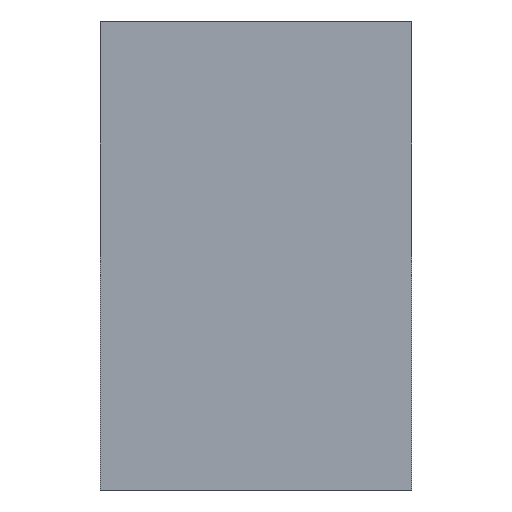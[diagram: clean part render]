
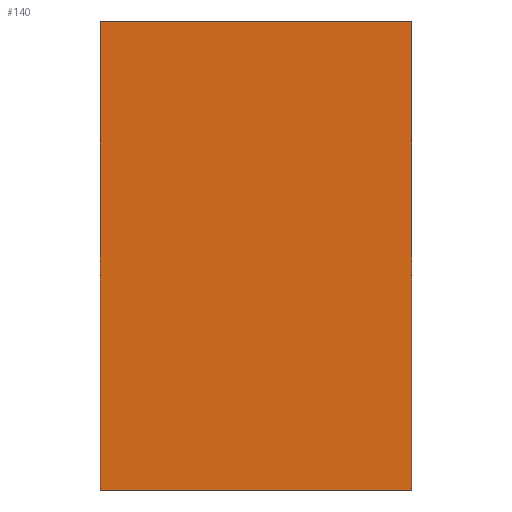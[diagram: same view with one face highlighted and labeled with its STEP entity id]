
A CAD part, left-side view. The second image highlights one B-rep face of the part: STEP entity #140.
In plain terms, the highlighted planar face has unit normal (-1, 0, 0).
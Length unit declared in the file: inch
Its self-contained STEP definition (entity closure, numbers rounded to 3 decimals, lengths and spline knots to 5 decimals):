
#19=FACE_OUTER_BOUND('',#27,.T.);
#27=EDGE_LOOP('',(#100,#101,#102,#103));
#38=LINE('',#222,#54);
#39=LINE('',#224,#55);
#40=LINE('',#226,#56);
#41=LINE('',#227,#57);
#54=VECTOR('',#181,0.3937);
#55=VECTOR('',#182,0.3937);
#56=VECTOR('',#183,0.3937);
#57=VECTOR('',#184,0.3937);
#70=VERTEX_POINT('',#220);
#71=VERTEX_POINT('',#221);
#72=VERTEX_POINT('',#223);
#73=VERTEX_POINT('',#225);
#82=EDGE_CURVE('',#70,#71,#38,.T.);
#83=EDGE_CURVE('',#71,#72,#39,.T.);
#84=EDGE_CURVE('',#72,#73,#40,.T.);
#85=EDGE_CURVE('',#73,#70,#41,.T.);
#100=ORIENTED_EDGE('',*,*,#82,.T.);
#101=ORIENTED_EDGE('',*,*,#83,.T.);
#102=ORIENTED_EDGE('',*,*,#84,.T.);
#103=ORIENTED_EDGE('',*,*,#85,.T.);
#133=PLANE('',#162);
#140=ADVANCED_FACE('',(#19),#133,.T.);
#162=AXIS2_PLACEMENT_3D('',#219,#179,#180);
#179=DIRECTION('center_axis',(-1.,0.,0.));
#180=DIRECTION('ref_axis',(0.,0.,1.));
#181=DIRECTION('',(0.,-1.,0.));
#182=DIRECTION('',(0.,0.,1.));
#183=DIRECTION('',(0.,1.,0.));
#184=DIRECTION('',(0.,0.,-1.));
#219=CARTESIAN_POINT('Origin',(0.34331,-0.3937,0.));
#220=CARTESIAN_POINT('',(0.34331,-0.3937,0.));
#221=CARTESIAN_POINT('',(0.34331,-1.3937,0.));
#222=CARTESIAN_POINT('',(0.34331,-0.6437,0.));
#223=CARTESIAN_POINT('',(0.34331,-1.3937,1.5));
#224=CARTESIAN_POINT('',(0.34331,-1.3937,0.));
#225=CARTESIAN_POINT('',(0.34331,-0.3937,1.5));
#226=CARTESIAN_POINT('',(0.34331,-0.6437,1.5));
#227=CARTESIAN_POINT('',(0.34331,-0.3937,0.));
